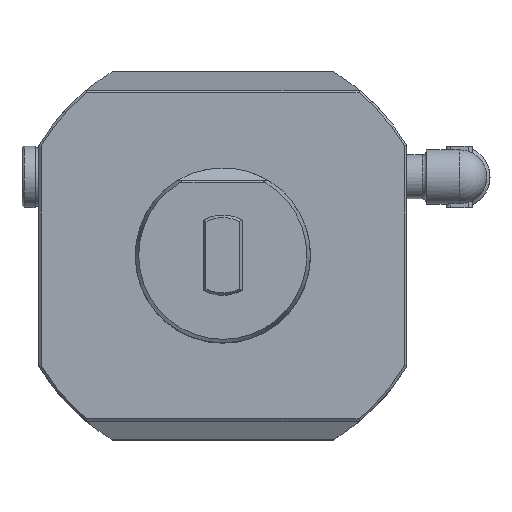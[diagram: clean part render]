
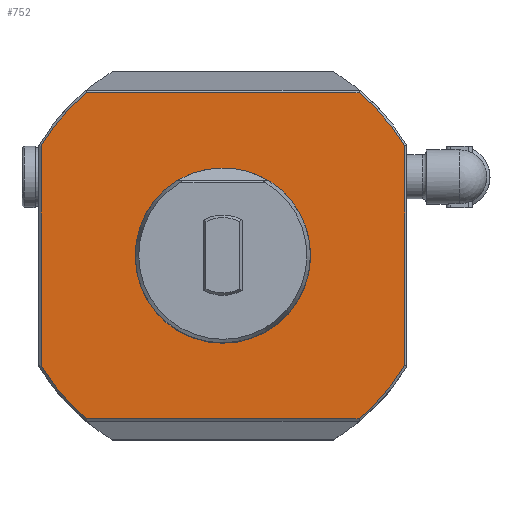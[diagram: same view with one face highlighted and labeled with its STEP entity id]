
A CAD part, top view. The second image highlights one B-rep face of the part: STEP entity #752.
In plain terms, the highlighted planar face has unit normal (0, 0, 1).
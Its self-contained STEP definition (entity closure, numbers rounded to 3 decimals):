
#178=LINE('',#4988,#331);
#179=LINE('',#5002,#332);
#180=LINE('',#5008,#333);
#181=LINE('',#5024,#334);
#331=VECTOR('',#3700,1.);
#332=VECTOR('',#3707,1.);
#333=VECTOR('',#3716,1.);
#334=VECTOR('',#3725,1.);
#534=FACE_BOUND('',#1203,.T.);
#535=FACE_BOUND('',#1204,.T.);
#752=ADVANCED_FACE('',(#534,#535),#869,.T.);
#869=PLANE('',#3060);
#1203=EDGE_LOOP('',(#1780,#1781,#1782,#1783,#1784,#1785,#1786,#1787));
#1204=EDGE_LOOP('',(#1788));
#1780=ORIENTED_EDGE('',*,*,#2558,.F.);
#1781=ORIENTED_EDGE('',*,*,#2557,.T.);
#1782=ORIENTED_EDGE('',*,*,#2554,.F.);
#1783=ORIENTED_EDGE('',*,*,#2552,.T.);
#1784=ORIENTED_EDGE('',*,*,#2550,.F.);
#1785=ORIENTED_EDGE('',*,*,#2549,.T.);
#1786=ORIENTED_EDGE('',*,*,#2546,.F.);
#1787=ORIENTED_EDGE('',*,*,#2545,.T.);
#1788=ORIENTED_EDGE('',*,*,#2559,.F.);
#2204=VERTEX_POINT('',#4985);
#2205=VERTEX_POINT('',#4987);
#2206=VERTEX_POINT('',#4991);
#2207=VERTEX_POINT('',#5001);
#2208=VERTEX_POINT('',#5005);
#2209=VERTEX_POINT('',#5009);
#2210=VERTEX_POINT('',#5013);
#2211=VERTEX_POINT('',#5023);
#2212=VERTEX_POINT('',#5029);
#2545=EDGE_CURVE('',#2204,#2205,#178,.T.);
#2546=EDGE_CURVE('',#2204,#2206,#2776,.T.);
#2549=EDGE_CURVE('',#2207,#2206,#179,.T.);
#2550=EDGE_CURVE('',#2207,#2208,#2777,.T.);
#2552=EDGE_CURVE('',#2209,#2208,#180,.T.);
#2554=EDGE_CURVE('',#2209,#2210,#2778,.T.);
#2557=EDGE_CURVE('',#2211,#2210,#181,.T.);
#2558=EDGE_CURVE('',#2211,#2205,#2779,.T.);
#2559=EDGE_CURVE('',#2212,#2212,#2780,.T.);
#2776=CIRCLE('',#3046,48.5);
#2777=CIRCLE('',#3049,48.5);
#2778=CIRCLE('',#3054,48.5);
#2779=CIRCLE('',#3057,48.5);
#2780=CIRCLE('',#3059,19.634);
#3046=AXIS2_PLACEMENT_3D('',#4990,#3703,#3704);
#3049=AXIS2_PLACEMENT_3D('',#5004,#3710,#3711);
#3054=AXIS2_PLACEMENT_3D('',#5012,#3721,#3722);
#3057=AXIS2_PLACEMENT_3D('',#5026,#3728,#3729);
#3059=AXIS2_PLACEMENT_3D('',#5028,#3732,#3733);
#3060=AXIS2_PLACEMENT_3D('',#5030,#3734,#3735);
#3700=DIRECTION('',(-1.,0.,0.));
#3703=DIRECTION('',(0.,0.,-1.));
#3704=DIRECTION('',(0.,-1.,0.));
#3707=DIRECTION('',(0.,1.,0.));
#3710=DIRECTION('',(0.,0.,-1.));
#3711=DIRECTION('',(0.,-1.,0.));
#3716=DIRECTION('',(1.,0.,0.));
#3721=DIRECTION('',(0.,0.,-1.));
#3722=DIRECTION('',(0.,-1.,0.));
#3725=DIRECTION('',(0.,-1.,0.));
#3728=DIRECTION('',(0.,0.,-1.));
#3729=DIRECTION('',(0.,-1.,0.));
#3732=DIRECTION('',(0.,0.,1.));
#3733=DIRECTION('',(0.,1.,0.));
#3734=DIRECTION('',(0.,0.,1.));
#3735=DIRECTION('',(0.,-1.,0.));
#4985=CARTESIAN_POINT('',(31.091,37.224,0.));
#4987=CARTESIAN_POINT('',(-31.091,37.224,0.));
#4988=CARTESIAN_POINT('',(0.,37.224,0.));
#4990=CARTESIAN_POINT('',(0.,0.,0.));
#4991=CARTESIAN_POINT('',(41.5,25.1,0.));
#5001=CARTESIAN_POINT('',(41.5,-25.1,0.));
#5002=CARTESIAN_POINT('',(41.5,-48.5,0.));
#5004=CARTESIAN_POINT('',(0.,0.,0.));
#5005=CARTESIAN_POINT('',(31.091,-37.224,0.));
#5008=CARTESIAN_POINT('',(30.482,-37.224,0.));
#5009=CARTESIAN_POINT('',(-31.091,-37.224,0.));
#5012=CARTESIAN_POINT('',(0.,0.,0.));
#5013=CARTESIAN_POINT('',(-41.5,-25.1,0.));
#5023=CARTESIAN_POINT('',(-41.5,25.1,0.));
#5024=CARTESIAN_POINT('',(-41.5,-48.5,0.));
#5026=CARTESIAN_POINT('',(0.,0.,0.));
#5028=CARTESIAN_POINT('',(0.,0.,0.));
#5029=CARTESIAN_POINT('',(0.,19.634,0.));
#5030=CARTESIAN_POINT('',(0.,-48.5,0.));
